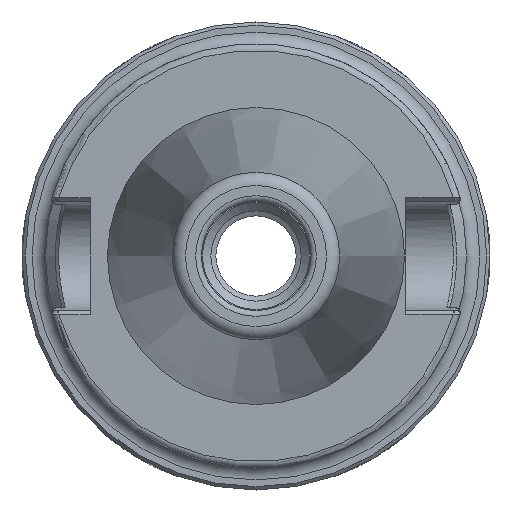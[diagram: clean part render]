
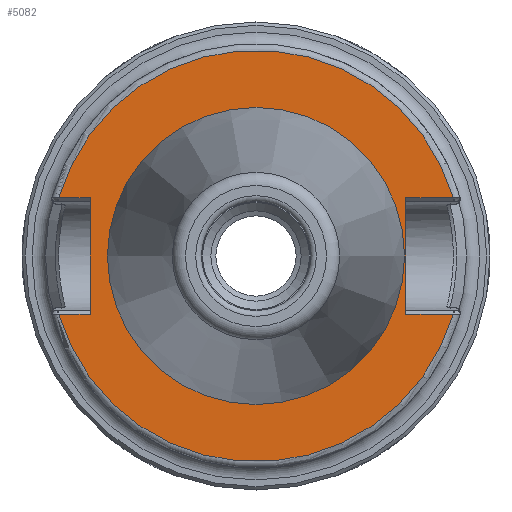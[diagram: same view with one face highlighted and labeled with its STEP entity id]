
A CAD part, left-side view. The second image highlights one B-rep face of the part: STEP entity #5082.
In plain terms, the highlighted planar face has unit normal (-1, 0, 0).
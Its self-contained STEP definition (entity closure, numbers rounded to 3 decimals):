
#139=FACE_BOUND('',#634,.T.);
#181=PLANE('',#5433);
#347=FACE_OUTER_BOUND('',#633,.T.);
#633=EDGE_LOOP('',(#3779,#3780,#3781,#3782,#3783,#3784,#3785,#3786));
#634=EDGE_LOOP('',(#3787,#3788));
#908=CIRCLE('',#5432,30.775);
#909=CIRCLE('',#5434,30.775);
#910=CIRCLE('',#5435,22.225);
#911=CIRCLE('',#5436,22.225);
#1214=LINE('',#8609,#1598);
#1216=LINE('',#8669,#1600);
#1217=LINE('',#8671,#1601);
#1218=LINE('',#8675,#1602);
#1219=LINE('',#8677,#1603);
#1220=LINE('',#8678,#1604);
#1598=VECTOR('',#6170,10.);
#1600=VECTOR('',#6188,10.);
#1601=VECTOR('',#6189,10.);
#1602=VECTOR('',#6192,10.);
#1603=VECTOR('',#6193,10.);
#1604=VECTOR('',#6194,10.);
#2168=VERTEX_POINT('',#8605);
#2169=VERTEX_POINT('',#8607);
#2174=VERTEX_POINT('',#8647);
#2176=VERTEX_POINT('',#8668);
#2177=VERTEX_POINT('',#8670);
#2178=VERTEX_POINT('',#8672);
#2179=VERTEX_POINT('',#8674);
#2180=VERTEX_POINT('',#8676);
#2181=VERTEX_POINT('',#8679);
#2182=VERTEX_POINT('',#8680);
#2778=EDGE_CURVE('',#2169,#2168,#1214,.T.);
#2786=EDGE_CURVE('',#2168,#2174,#908,.T.);
#2789=EDGE_CURVE('',#2169,#2176,#1216,.T.);
#2790=EDGE_CURVE('',#2177,#2176,#1217,.T.);
#2791=EDGE_CURVE('',#2178,#2177,#909,.T.);
#2792=EDGE_CURVE('',#2179,#2178,#1218,.T.);
#2793=EDGE_CURVE('',#2179,#2180,#1219,.T.);
#2794=EDGE_CURVE('',#2174,#2180,#1220,.T.);
#2795=EDGE_CURVE('',#2181,#2182,#910,.T.);
#2796=EDGE_CURVE('',#2182,#2181,#911,.T.);
#3779=ORIENTED_EDGE('',*,*,#2778,.F.);
#3780=ORIENTED_EDGE('',*,*,#2789,.T.);
#3781=ORIENTED_EDGE('',*,*,#2790,.F.);
#3782=ORIENTED_EDGE('',*,*,#2791,.F.);
#3783=ORIENTED_EDGE('',*,*,#2792,.F.);
#3784=ORIENTED_EDGE('',*,*,#2793,.T.);
#3785=ORIENTED_EDGE('',*,*,#2794,.F.);
#3786=ORIENTED_EDGE('',*,*,#2786,.F.);
#3787=ORIENTED_EDGE('',*,*,#2795,.T.);
#3788=ORIENTED_EDGE('',*,*,#2796,.T.);
#5082=ADVANCED_FACE('',(#347,#139),#181,.T.);
#5432=AXIS2_PLACEMENT_3D('',#8648,#6184,#6185);
#5433=AXIS2_PLACEMENT_3D('',#8667,#6186,#6187);
#5434=AXIS2_PLACEMENT_3D('',#8673,#6190,#6191);
#5435=AXIS2_PLACEMENT_3D('',#8681,#6195,#6196);
#5436=AXIS2_PLACEMENT_3D('',#8682,#6197,#6198);
#6170=DIRECTION('',(0.,-1.,0.));
#6184=DIRECTION('center_axis',(1.,0.,0.));
#6185=DIRECTION('ref_axis',(0.,0.,-1.));
#6186=DIRECTION('center_axis',(-1.,0.,0.));
#6187=DIRECTION('ref_axis',(0.,0.,1.));
#6188=DIRECTION('',(0.,0.,1.));
#6189=DIRECTION('',(0.,1.,0.));
#6190=DIRECTION('center_axis',(1.,0.,0.));
#6191=DIRECTION('ref_axis',(0.,0.,-1.));
#6192=DIRECTION('',(0.,1.,0.));
#6193=DIRECTION('',(0.,0.,-1.));
#6194=DIRECTION('',(0.,-1.,0.));
#6195=DIRECTION('center_axis',(1.,0.,0.));
#6196=DIRECTION('ref_axis',(0.,0.,-1.));
#6197=DIRECTION('center_axis',(1.,0.,0.));
#6198=DIRECTION('ref_axis',(0.,0.,-1.));
#8605=CARTESIAN_POINT('',(3.175,-29.523,-8.69));
#8607=CARTESIAN_POINT('',(3.175,-22.41,-8.69));
#8609=CARTESIAN_POINT('',(3.175,-0.5,-8.69));
#8647=CARTESIAN_POINT('',(3.175,29.523,-8.69));
#8648=CARTESIAN_POINT('Origin',(3.175,0.,
0.));
#8667=CARTESIAN_POINT('Origin',(3.175,30.775,0.));
#8668=CARTESIAN_POINT('',(3.175,-22.41,8.69));
#8669=CARTESIAN_POINT('',(3.175,-22.41,0.));
#8670=CARTESIAN_POINT('',(3.175,-29.523,8.69));
#8671=CARTESIAN_POINT('',(3.175,-0.5,8.69));
#8672=CARTESIAN_POINT('',(3.175,29.523,8.69));
#8673=CARTESIAN_POINT('Origin',(3.175,0.,
0.));
#8674=CARTESIAN_POINT('',(3.175,24.8,8.69));
#8675=CARTESIAN_POINT('',(3.175,31.275,8.69));
#8676=CARTESIAN_POINT('',(3.175,24.8,-8.69));
#8677=CARTESIAN_POINT('',(3.175,24.8,0.));
#8678=CARTESIAN_POINT('',(3.175,31.275,-8.69));
#8679=CARTESIAN_POINT('',(3.175,22.225,0.));
#8680=CARTESIAN_POINT('',(3.175,-22.225,0.));
#8681=CARTESIAN_POINT('Origin',(3.175,0.,
0.));
#8682=CARTESIAN_POINT('Origin',(3.175,0.,
0.));
